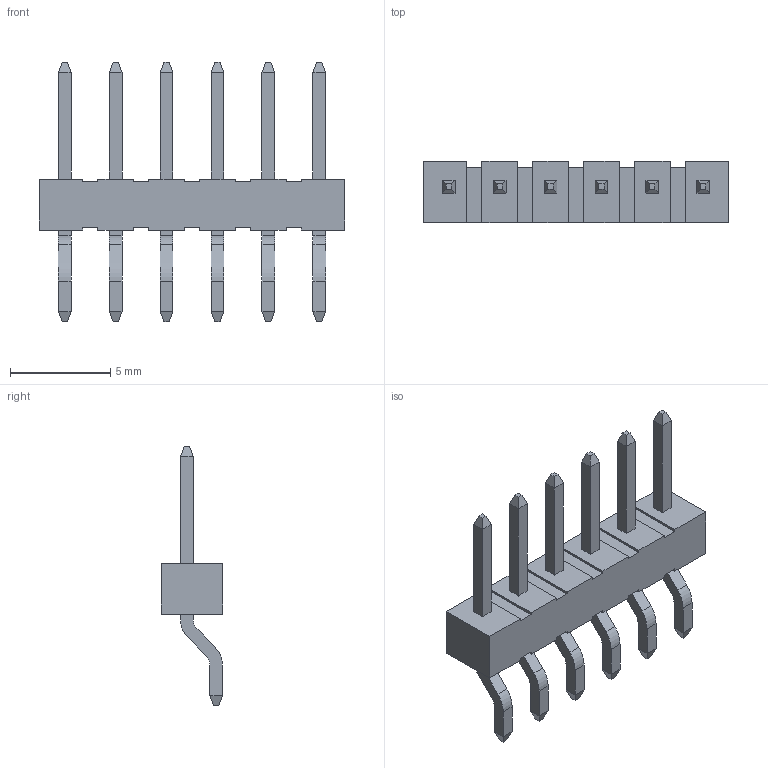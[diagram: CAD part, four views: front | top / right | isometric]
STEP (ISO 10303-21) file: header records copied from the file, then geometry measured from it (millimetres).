
FILE_DESCRIPTION(/* description */ ('STEP AP214'),/* implementation_level */ '2;1');
FILE_NAME(/* name */ 'TSM-106-01-T-SH',/* time_stamp */ '2024-04-09T03:07:40+02:00',/* author */ ('License CC BY-ND 4.0'),/* organization */ ('CADENAS'),/* preprocessor_version */ 'ST-DEVELOPER v19.3',/* originating_system */ 'PARTsolutions',/* authorisation */ ' ');
FILE_SCHEMA (('AUTOMOTIVE_DESIGN {1 0 10303 214 3 1 1}'));
Length unit declared in the file: inch
Products named in the file (3): TSM-106-01-T-SH; TSM-106-01-SH_body; T-1S6-08(-01-6-SH)
Assembly tree (2 placements, depth 2):
  TSM-106-01-T-SH
    TSM-106-01-SH_body
    T-1S6-08(-01-6-SH)
Bounding box: 15.24 x 3.05 x 12.95 mm (x, y, z)
Volume: 139.5 mm3; surface area: 447.3 mm2
Topology: 2 solids, 2 shells, 212 faces, 576 edges, 368 vertices
Faces by surface type: plane 188, cylinder 24
Entity records: 6626 total; most frequent: CARTESIAN_POINT 1159, ORIENTED_EDGE 1152, DIRECTION 1054, EDGE_CURVE 576, LINE 528, VECTOR 528, VERTEX_POINT 368, AXIS2_PLACEMENT_3D 263
